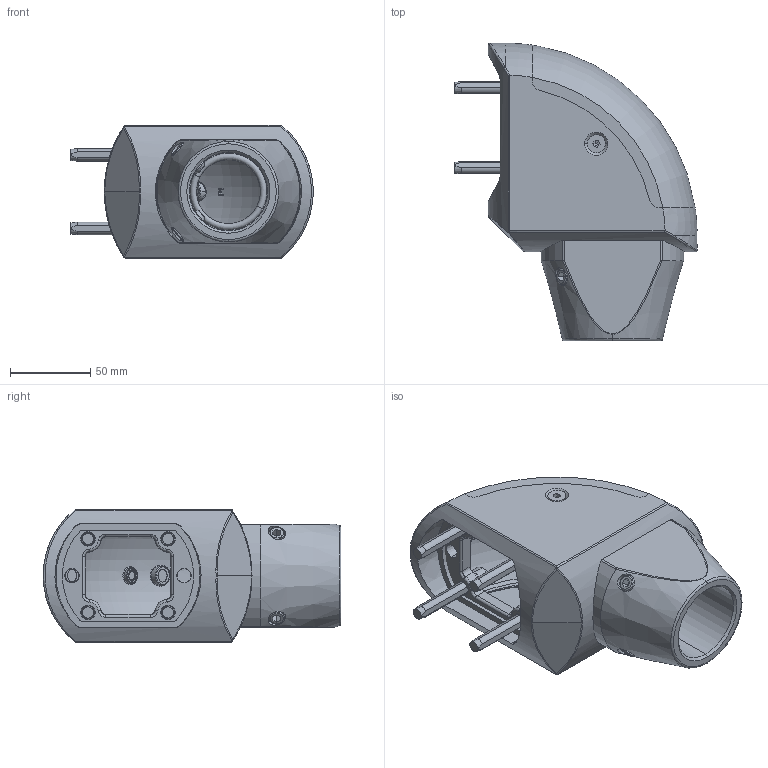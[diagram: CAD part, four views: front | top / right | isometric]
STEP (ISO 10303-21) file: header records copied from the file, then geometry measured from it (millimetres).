
FILE_DESCRIPTION (( 'STEP AP214' ), '1' );
FILE_NAME ('49477149.STEP', '2016-09-14T06:22:08', ( '' ), ( '' ), 'SwSTEP 2.0', 'SolidWorks 2015', '' );
FILE_SCHEMA (( 'AUTOMOTIVE_DESIGN' ));
Length unit declared in the file: millimetre
Products named in the file (16): 51615; 92447; 93152; 82398; 92146; 93004; 82011_49477149; 83019; 93202; 84172; 92446; 82402; 93407; 12807; 12806; 49477149
Assembly tree (30 placements, depth 3):
  92447
  49477149
    12806
    12807
    93407  x2
    82402
    92446
    84172
    93202  x4
    83019  x4
    82011_49477149
    93004  x2
    92146
    82398
    51615
      82398
      93152  x4
      83019  x4
Bounding box: 151.32 x 186 x 83.42 mm (x, y, z)
Volume: 590777.7 mm3; surface area: 174709.4 mm2
Topology: 118 solids, 118 shells, 2989 faces, 7527 edges, 4872 vertices
Faces by surface type: plane 1394, bspline 943, cylinder 442, cone 126, torus 80, sphere 4
Entity records: 128353 total; most frequent: CARTESIAN_POINT 65533, ORIENTED_EDGE 13848, DIRECTION 9367, EDGE_CURVE 6924, VERTEX_POINT 4526, LINE 3875, VECTOR 3875, EDGE_LOOP 2920
